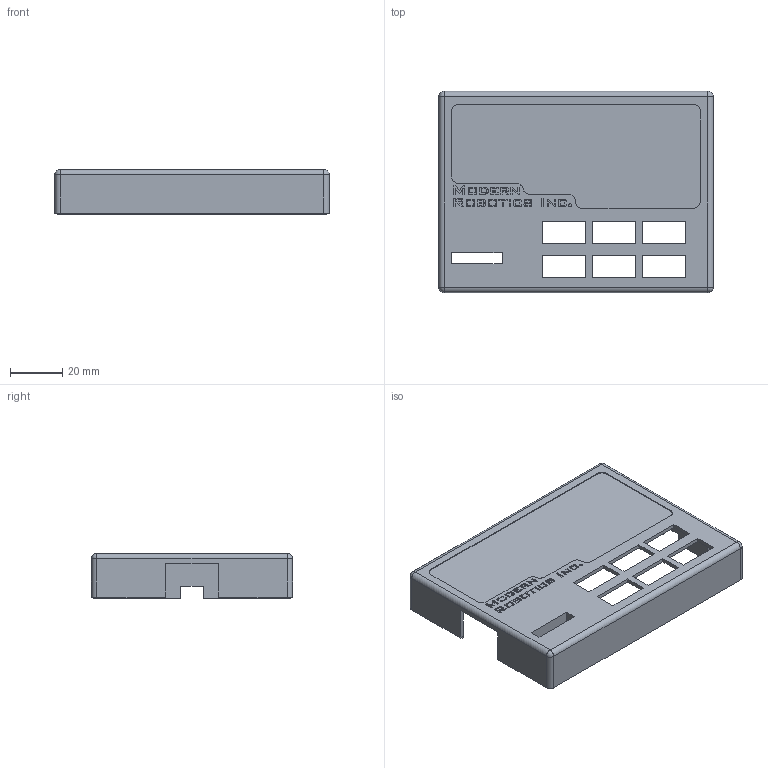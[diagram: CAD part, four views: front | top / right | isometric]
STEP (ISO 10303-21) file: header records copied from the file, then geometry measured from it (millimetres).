
FILE_DESCRIPTION(/* description */ (''),/* implementation_level */ '2;1');
FILE_NAME(/* name */ 'USBPDIST Top Housing.stp',/* time_stamp */ '2014-11-02T15:49:02-05:00',/* author */ ('Justin'),/* organization */ (''),/* preprocessor_version */ 'ST-DEVELOPER v15.6',/* originating_system */ 'Autodesk Inventor 2015',/* authorisation */ '');
FILE_SCHEMA (('CONFIG_CONTROL_DESIGN'));
Length unit declared in the file: millimetre
Products named in the file (1): USBPDIST Top Housing
Bounding box: 105 x 77 x 17.2 mm (x, y, z)
Volume: 18328.4 mm3; surface area: 27649.7 mm2
Topology: 1 solids, 1 shells, 504 faces, 1392 edges, 922 vertices
Faces by surface type: plane 379, cylinder 63, bspline 54, sphere 4, torus 4
Full cylindrical faces by diameter (mm): 1.9 x4
Entity records: 16366 total; most frequent: CARTESIAN_POINT 3789, ORIENTED_EDGE 2776, DIRECTION 2260, EDGE_CURVE 1388, LINE 1138, VECTOR 1138, VERTEX_POINT 922, AXIS2_PLACEMENT_3D 561
